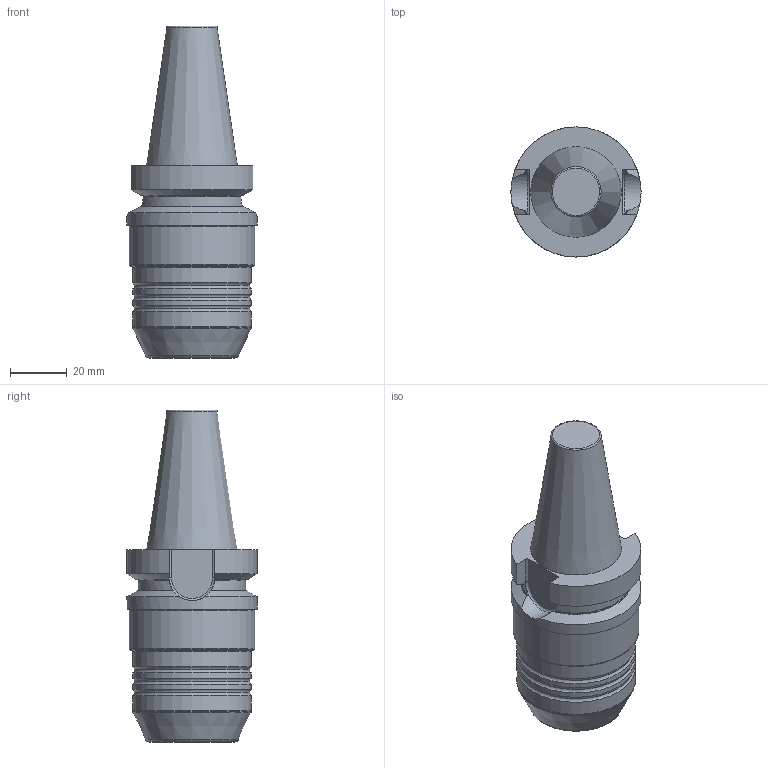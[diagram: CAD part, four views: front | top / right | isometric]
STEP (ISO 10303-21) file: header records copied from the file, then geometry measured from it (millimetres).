
FILE_DESCRIPTION(/* description */ (''),/* implementation_level */ '2;1');
FILE_NAME(/* name */ 'BT30TFADB-HCR12-069_Basic.stp',/* time_stamp */ '2022-07-04T11:18:56+06:00',/* author */ (''),/* organization */ (''),/* preprocessor_version */ 'ST-DEVELOPER v16.7',/* originating_system */ 'SIEMENS PLM Software NX 12.0',/* authorisation */ '');
FILE_SCHEMA (('AUTOMOTIVE_DESIGN { 1 0 10303 214 3 1 1 1 }'));
Length unit declared in the file: millimetre
Products named in the file (1): inpu9A94AA24fxyd
Bounding box: 46 x 46 x 117.4 mm (x, y, z)
Volume: 112574.9 mm3; surface area: 17652.8 mm2
Topology: 1 solids, 1 shells, 62 faces, 160 edges, 106 vertices
Faces by surface type: torus 23, cylinder 17, plane 15, cone 7
Full cylindrical faces by diameter (mm): 12 x1, 42 x4, 44.5 x1, 46 x1
Entity records: 1816 total; most frequent: CARTESIAN_POINT 455, DIRECTION 282, ORIENTED_EDGE 232, AXIS2_PLACEMENT_3D 126, EDGE_CURVE 116, EDGE_LOOP 92, VERTEX_POINT 86, ADVANCED_FACE 62
